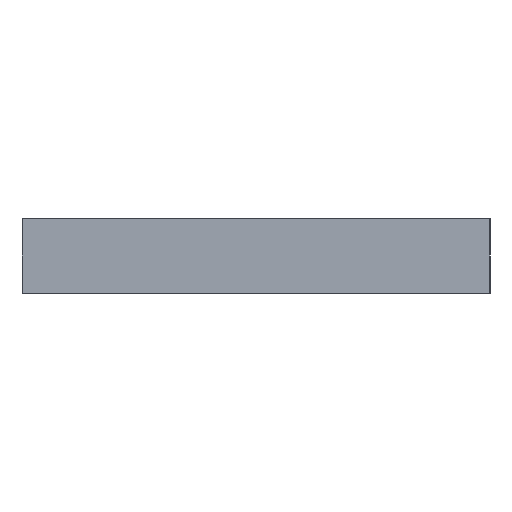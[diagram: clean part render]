
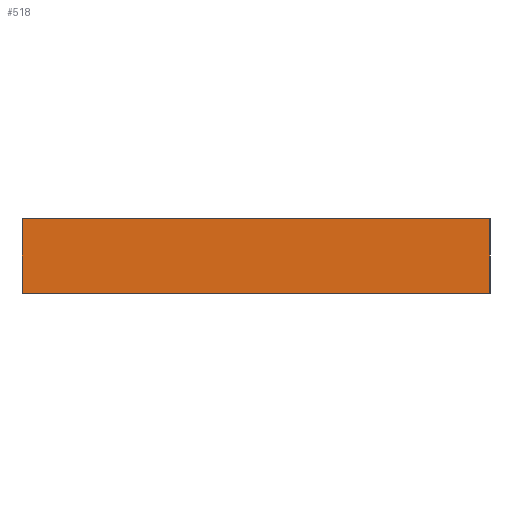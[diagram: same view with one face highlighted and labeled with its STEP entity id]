
A CAD part, left-side view. The second image highlights one B-rep face of the part: STEP entity #518.
In plain terms, the highlighted planar face has unit normal (-1, 0, 0).
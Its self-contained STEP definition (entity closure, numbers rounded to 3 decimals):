
#24 = EDGE_CURVE ( 'NONE', #829, #930, #400, .T. ) ;
#44 = VECTOR ( 'NONE', #1214, 1000. ) ;
#66 = LINE ( 'NONE', #170, #715 ) ;
#77 = DIRECTION ( 'NONE',  ( 0., 0., -1. ) ) ;
#90 = FACE_OUTER_BOUND ( 'NONE', #1627, .T. ) ;
#127 = EDGE_CURVE ( 'NONE', #829, #144, #668, .T. ) ;
#144 = VERTEX_POINT ( 'NONE', #1568 ) ;
#170 = CARTESIAN_POINT ( 'NONE',  ( 0., 0., 1.6 ) ) ;
#312 = DIRECTION ( 'NONE',  ( 0., 0., -1. ) ) ;
#329 = VECTOR ( 'NONE', #77, 1000. ) ;
#365 = AXIS2_PLACEMENT_3D ( 'NONE', #754, #1648, #885 ) ;
#400 = LINE ( 'NONE', #1599, #44 ) ;
#432 = ORIENTED_EDGE ( 'NONE', *, *, #24, .F. ) ;
#518 = ADVANCED_FACE ( 'NONE', ( #90 ), #1509, .F. ) ;
#668 = LINE ( 'NONE', #1110, #329 ) ;
#715 = VECTOR ( 'NONE', #312, 1000. ) ;
#754 = CARTESIAN_POINT ( 'NONE',  ( 0., 10., 1.6 ) ) ;
#770 = VECTOR ( 'NONE', #840, 1000. ) ;
#819 = CARTESIAN_POINT ( 'NONE',  ( 0., 10., 1.6 ) ) ;
#829 = VERTEX_POINT ( 'NONE', #819 ) ;
#840 = DIRECTION ( 'NONE',  ( 0., -1., 0. ) ) ;
#873 = EDGE_CURVE ( 'NONE', #930, #1421, #66, .T. ) ;
#885 = DIRECTION ( 'NONE',  ( 0., 0., -1. ) ) ;
#907 = EDGE_CURVE ( 'NONE', #144, #1421, #1445, .T. ) ;
#930 = VERTEX_POINT ( 'NONE', #1107 ) ;
#976 = ORIENTED_EDGE ( 'NONE', *, *, #907, .T. ) ;
#991 = ORIENTED_EDGE ( 'NONE', *, *, #873, .F. ) ;
#1107 = CARTESIAN_POINT ( 'NONE',  ( 0., 0., 1.6 ) ) ;
#1110 = CARTESIAN_POINT ( 'NONE',  ( 0., 10., 1.6 ) ) ;
#1214 = DIRECTION ( 'NONE',  ( 0., -1., 0. ) ) ;
#1275 = CARTESIAN_POINT ( 'NONE',  ( 0., 0., 0. ) ) ;
#1327 = ORIENTED_EDGE ( 'NONE', *, *, #127, .T. ) ;
#1421 = VERTEX_POINT ( 'NONE', #1275 ) ;
#1445 = LINE ( 'NONE', #1600, #770 ) ;
#1509 = PLANE ( 'NONE',  #365 ) ;
#1568 = CARTESIAN_POINT ( 'NONE',  ( 0., 10., 0. ) ) ;
#1599 = CARTESIAN_POINT ( 'NONE',  ( 0., 10., 1.6 ) ) ;
#1600 = CARTESIAN_POINT ( 'NONE',  ( 0., 10., 0. ) ) ;
#1627 = EDGE_LOOP ( 'NONE', ( #976, #991, #432, #1327 ) ) ;
#1648 = DIRECTION ( 'NONE',  ( 1., 0., 0. ) ) ;
